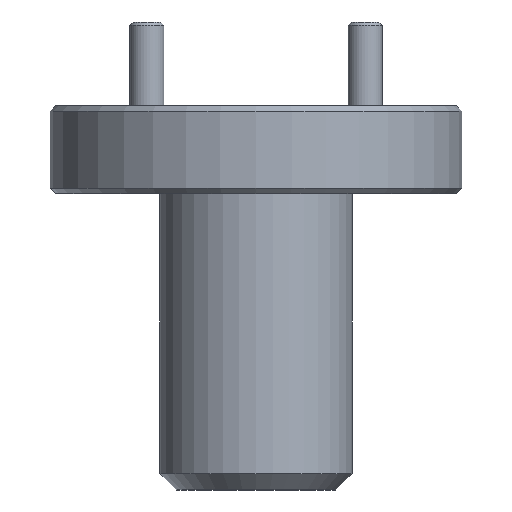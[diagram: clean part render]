
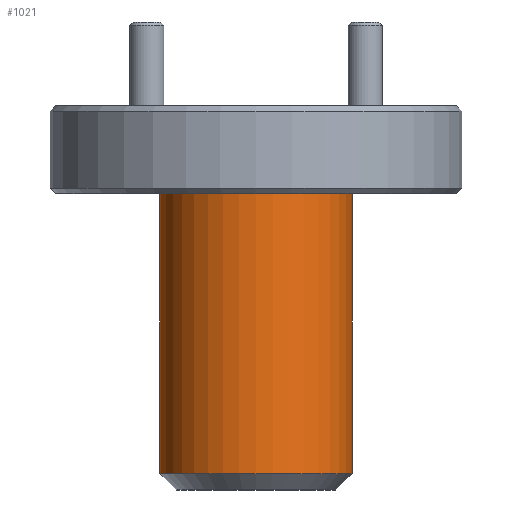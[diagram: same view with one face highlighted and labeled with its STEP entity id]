
A CAD part, front view. The second image highlights one B-rep face of the part: STEP entity #1021.
In plain terms, the highlighted cylindrical face has radius 4.445 mm (diameter 8.89 mm), a partial arc.
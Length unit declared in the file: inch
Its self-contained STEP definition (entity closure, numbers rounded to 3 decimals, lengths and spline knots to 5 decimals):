
#26 = VERTEX_POINT ( 'NONE', #1118 ) ;
#41 = VECTOR ( 'NONE', #1592, 39.37008 ) ;
#62 = CARTESIAN_POINT ( 'NONE',  ( 0., 0., -0.67 ) ) ;
#100 = LINE ( 'NONE', #1410, #41 ) ;
#152 = DIRECTION ( 'NONE',  ( 0., 0., 1. ) ) ;
#304 = CARTESIAN_POINT ( 'NONE',  ( 0., 0., -0.16 ) ) ;
#348 = CIRCLE ( 'NONE', #998, 0.175 ) ;
#477 = ORIENTED_EDGE ( 'NONE', *, *, #1654, .F. ) ;
#512 = CYLINDRICAL_SURFACE ( 'NONE', #891, 0.175 ) ;
#530 = FACE_OUTER_BOUND ( 'NONE', #855, .T. ) ;
#739 = VECTOR ( 'NONE', #2119, 39.37008 ) ;
#756 = EDGE_CURVE ( 'NONE', #908, #2293, #348, .T. ) ;
#763 = EDGE_CURVE ( 'NONE', #2293, #26, #100, .T. ) ;
#789 = DIRECTION ( 'NONE',  ( 0., 0., 1. ) ) ;
#855 = EDGE_LOOP ( 'NONE', ( #477, #1289, #2231, #858 ) ) ;
#858 = ORIENTED_EDGE ( 'NONE', *, *, #1939, .F. ) ;
#891 = AXIS2_PLACEMENT_3D ( 'NONE', #2009, #1059, #1469 ) ;
#908 = VERTEX_POINT ( 'NONE', #2120 ) ;
#998 = AXIS2_PLACEMENT_3D ( 'NONE', #62, #789, #1126 ) ;
#1021 = ADVANCED_FACE ( 'NONE', ( #530 ), #512, .T. ) ;
#1059 = DIRECTION ( 'NONE',  ( 0., 0., 1. ) ) ;
#1118 = CARTESIAN_POINT ( 'NONE',  ( 0.175, 0., -0.16 ) ) ;
#1126 = DIRECTION ( 'NONE',  ( -1., 0., 0. ) ) ;
#1234 = CARTESIAN_POINT ( 'NONE',  ( -0.175, 0., 0. ) ) ;
#1289 = ORIENTED_EDGE ( 'NONE', *, *, #756, .T. ) ;
#1330 = CARTESIAN_POINT ( 'NONE',  ( 0.175, 0., -0.67 ) ) ;
#1396 = DIRECTION ( 'NONE',  ( 1., 0., 0. ) ) ;
#1410 = CARTESIAN_POINT ( 'NONE',  ( 0.175, 0., 0. ) ) ;
#1418 = CIRCLE ( 'NONE', #1733, 0.175 ) ;
#1469 = DIRECTION ( 'NONE',  ( 1., 0., 0. ) ) ;
#1592 = DIRECTION ( 'NONE',  ( 0., 0., 1. ) ) ;
#1654 = EDGE_CURVE ( 'NONE', #908, #2086, #2298, .T. ) ;
#1733 = AXIS2_PLACEMENT_3D ( 'NONE', #304, #152, #1396 ) ;
#1939 = EDGE_CURVE ( 'NONE', #2086, #26, #1418, .T. ) ;
#2009 = CARTESIAN_POINT ( 'NONE',  ( 0., 0., 0. ) ) ;
#2086 = VERTEX_POINT ( 'NONE', #2181 ) ;
#2119 = DIRECTION ( 'NONE',  ( 0., 0., 1. ) ) ;
#2120 = CARTESIAN_POINT ( 'NONE',  ( -0.175, 0., -0.67 ) ) ;
#2181 = CARTESIAN_POINT ( 'NONE',  ( -0.175, 0., -0.16 ) ) ;
#2231 = ORIENTED_EDGE ( 'NONE', *, *, #763, .T. ) ;
#2293 = VERTEX_POINT ( 'NONE', #1330 ) ;
#2298 = LINE ( 'NONE', #1234, #739 ) ;
